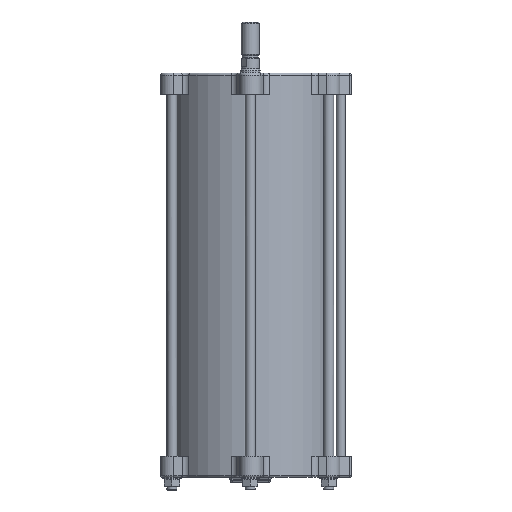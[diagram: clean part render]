
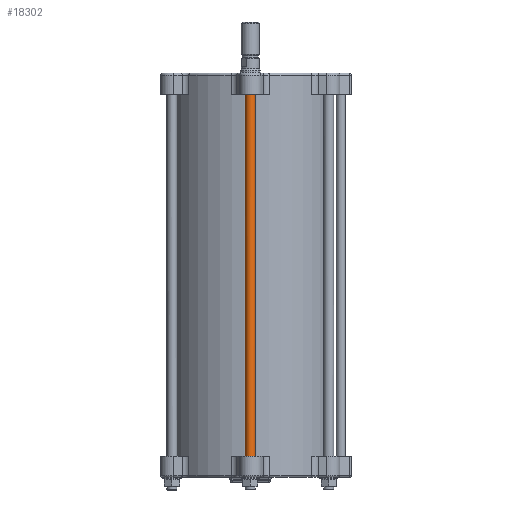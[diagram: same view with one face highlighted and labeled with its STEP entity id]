
A CAD part, front view. The second image highlights one B-rep face of the part: STEP entity #18302.
In plain terms, the highlighted cylindrical face has radius 10 mm (diameter 20 mm), a full revolution.
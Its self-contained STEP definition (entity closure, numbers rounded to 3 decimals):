
#2387=CYLINDRICAL_SURFACE('',#19752,10.);
#2802=FACE_BOUND('',#4571,.T.);
#3185=FACE_OUTER_BOUND('',#4570,.T.);
#4570=EDGE_LOOP('',(#11830));
#4571=EDGE_LOOP('',(#11831,#11832));
#6118=CIRCLE('',#19737,10.);
#6119=CIRCLE('',#19738,10.);
#6124=CIRCLE('',#19753,10.);
#7532=VERTEX_POINT('',#27997);
#7533=VERTEX_POINT('',#27998);
#7550=VERTEX_POINT('',#28073);
#9135=EDGE_CURVE('',#7532,#7533,#6118,.T.);
#9136=EDGE_CURVE('',#7533,#7532,#6119,.T.);
#9159=EDGE_CURVE('',#7550,#7550,#6124,.T.);
#11830=ORIENTED_EDGE('',*,*,#9159,.F.);
#11831=ORIENTED_EDGE('',*,*,#9136,.T.);
#11832=ORIENTED_EDGE('',*,*,#9135,.T.);
#18302=ADVANCED_FACE('',(#3185,#2802),#2387,.T.);
#19737=AXIS2_PLACEMENT_3D('',#27999,#22506,#22507);
#19738=AXIS2_PLACEMENT_3D('',#28000,#22508,#22509);
#19752=AXIS2_PLACEMENT_3D('',#28072,#22542,#22543);
#19753=AXIS2_PLACEMENT_3D('',#28074,#22544,#22545);
#22506=DIRECTION('center_axis',(0.,0.,
1.));
#22507=DIRECTION('ref_axis',(0.5,0.866,0.));
#22508=DIRECTION('center_axis',(0.,0.,
1.));
#22509=DIRECTION('ref_axis',(0.5,0.866,0.));
#22542=DIRECTION('center_axis',(0.,0.,
-1.));
#22543=DIRECTION('ref_axis',(-0.45,-0.893,0.));
#22544=DIRECTION('center_axis',(0.,0.,
1.));
#22545=DIRECTION('ref_axis',(-0.45,-0.893,0.));
#27997=CARTESIAN_POINT('',(-5.,-189.16,-45.));
#27998=CARTESIAN_POINT('',(4.503,-171.571,-45.));
#27999=CARTESIAN_POINT('Origin',(0.,-180.5,-45.));
#28000=CARTESIAN_POINT('Origin',(0.,-180.5,-45.));
#28072=CARTESIAN_POINT('Origin',(0.,-180.5,763.));
#28073=CARTESIAN_POINT('',(4.503,-171.571,723.));
#28074=CARTESIAN_POINT('Origin',(0.,-180.5,723.));
